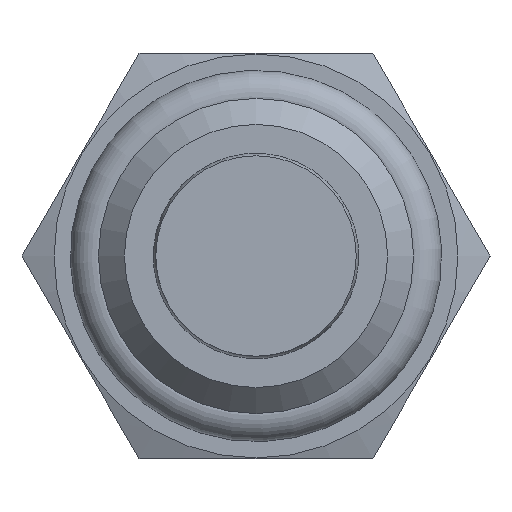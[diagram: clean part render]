
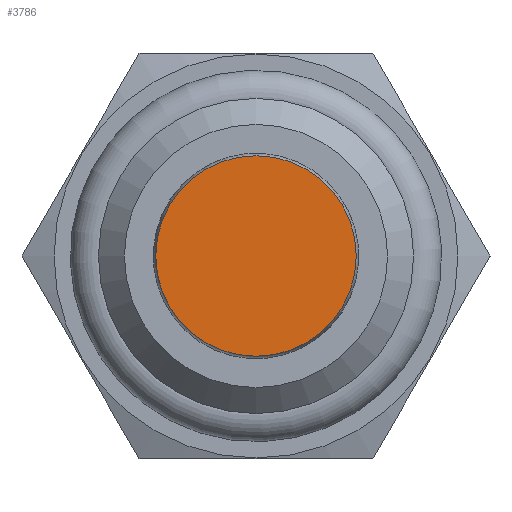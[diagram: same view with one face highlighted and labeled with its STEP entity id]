
A CAD part, left-side view. The second image highlights one B-rep face of the part: STEP entity #3786.
In plain terms, the highlighted planar face has unit normal (-1, 0, 0).
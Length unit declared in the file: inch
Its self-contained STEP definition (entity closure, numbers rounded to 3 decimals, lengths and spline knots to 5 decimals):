
#3766=CARTESIAN_POINT('',(-1.38,0.,0.139));
#3767=VERTEX_POINT('',#3766);
#3768=CARTESIAN_POINT('',(-1.38,0.,0.));
#3769=DIRECTION('',(1.0,0.0,0.0));
#3770=DIRECTION('',(0.0,0.0,-1.0));
#3771=AXIS2_PLACEMENT_3D('',#3768,#3769,#3770);
#3772=CIRCLE('',#3771,0.139);
#3773=EDGE_CURVE('',#3767,#3767,#3772,.T.);
#3778=CARTESIAN_POINT('',(-1.38,0.,0.));
#3779=DIRECTION('',(1.0,0.0,0.0));
#3780=DIRECTION('',(0.0,0.0,-1.0));
#3781=AXIS2_PLACEMENT_3D('',#3778,#3779,#3780);
#3782=PLANE('',#3781);
#3783=ORIENTED_EDGE('',*,*,#3773,.F.);
#3784=EDGE_LOOP('',(#3783));
#3785=FACE_OUTER_BOUND('',#3784,.T.);
#3786=ADVANCED_FACE('',(#3785),#3782,.F.);
